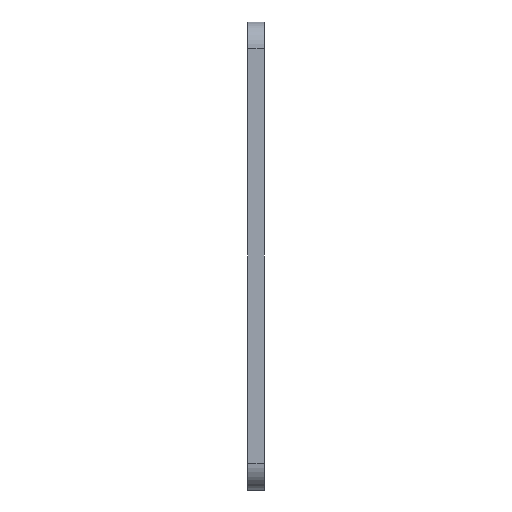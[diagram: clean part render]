
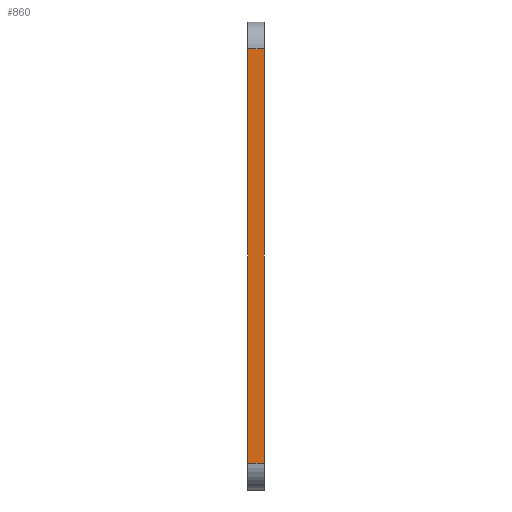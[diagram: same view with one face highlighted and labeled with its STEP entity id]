
A CAD part, left-side view. The second image highlights one B-rep face of the part: STEP entity #860.
In plain terms, the highlighted planar face has unit normal (-1, 0, 0).
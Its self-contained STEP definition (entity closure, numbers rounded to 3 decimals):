
#68 = LINE ( 'NONE', #1357, #1088 ) ;
#81 = LINE ( 'NONE', #2231, #1926 ) ;
#268 = LINE ( 'NONE', #987, #534 ) ;
#271 = DIRECTION ( 'NONE',  ( 0., 0., 1. ) ) ;
#344 = DIRECTION ( 'NONE',  ( 0., 0., -1. ) ) ;
#421 = LINE ( 'NONE', #1494, #1250 ) ;
#534 = VECTOR ( 'NONE', #631, 1000. ) ;
#631 = DIRECTION ( 'NONE',  ( 0., 1., 0. ) ) ;
#858 = CARTESIAN_POINT ( 'NONE',  ( -67.316, 2.5, -34.525 ) ) ;
#860 = ADVANCED_FACE ( 'NONE', ( #1228 ), #1424, .F. ) ;
#884 = ORIENTED_EDGE ( 'NONE', *, *, #1865, .T. ) ;
#893 = EDGE_LOOP ( 'NONE', ( #1071, #884, #1705, #1297 ) ) ;
#930 = CARTESIAN_POINT ( 'NONE',  ( -67.316, 2.5, -30.525 ) ) ;
#960 = AXIS2_PLACEMENT_3D ( 'NONE', #858, #1947, #344 ) ;
#987 = CARTESIAN_POINT ( 'NONE',  ( -67.316, 2.5, 31.475 ) ) ;
#1071 = ORIENTED_EDGE ( 'NONE', *, *, #1387, .F. ) ;
#1088 = VECTOR ( 'NONE', #1917, 1000. ) ;
#1151 = CARTESIAN_POINT ( 'NONE',  ( -67.316, 0., 31.475 ) ) ;
#1228 = FACE_OUTER_BOUND ( 'NONE', #893, .T. ) ;
#1250 = VECTOR ( 'NONE', #1862, 1000. ) ;
#1254 = CARTESIAN_POINT ( 'NONE',  ( -67.316, 0., -30.525 ) ) ;
#1297 = ORIENTED_EDGE ( 'NONE', *, *, #1989, .T. ) ;
#1337 = CARTESIAN_POINT ( 'NONE',  ( -67.316, 2.5, 31.475 ) ) ;
#1357 = CARTESIAN_POINT ( 'NONE',  ( -67.316, 2.5, -34.525 ) ) ;
#1381 = VERTEX_POINT ( 'NONE', #1337 ) ;
#1387 = EDGE_CURVE ( 'NONE', #2134, #1381, #68, .T. ) ;
#1399 = EDGE_CURVE ( 'NONE', #1809, #1614, #81, .T. ) ;
#1424 = PLANE ( 'NONE',  #960 ) ;
#1494 = CARTESIAN_POINT ( 'NONE',  ( -67.316, 2.5, -30.525 ) ) ;
#1614 = VERTEX_POINT ( 'NONE', #1151 ) ;
#1705 = ORIENTED_EDGE ( 'NONE', *, *, #1399, .T. ) ;
#1809 = VERTEX_POINT ( 'NONE', #1254 ) ;
#1862 = DIRECTION ( 'NONE',  ( 0., -1., 0. ) ) ;
#1865 = EDGE_CURVE ( 'NONE', #2134, #1809, #421, .T. ) ;
#1917 = DIRECTION ( 'NONE',  ( 0., 0., 1. ) ) ;
#1926 = VECTOR ( 'NONE', #271, 1000. ) ;
#1947 = DIRECTION ( 'NONE',  ( 1., 0., 0. ) ) ;
#1989 = EDGE_CURVE ( 'NONE', #1614, #1381, #268, .T. ) ;
#2134 = VERTEX_POINT ( 'NONE', #930 ) ;
#2231 = CARTESIAN_POINT ( 'NONE',  ( -67.316, 0., -34.525 ) ) ;
